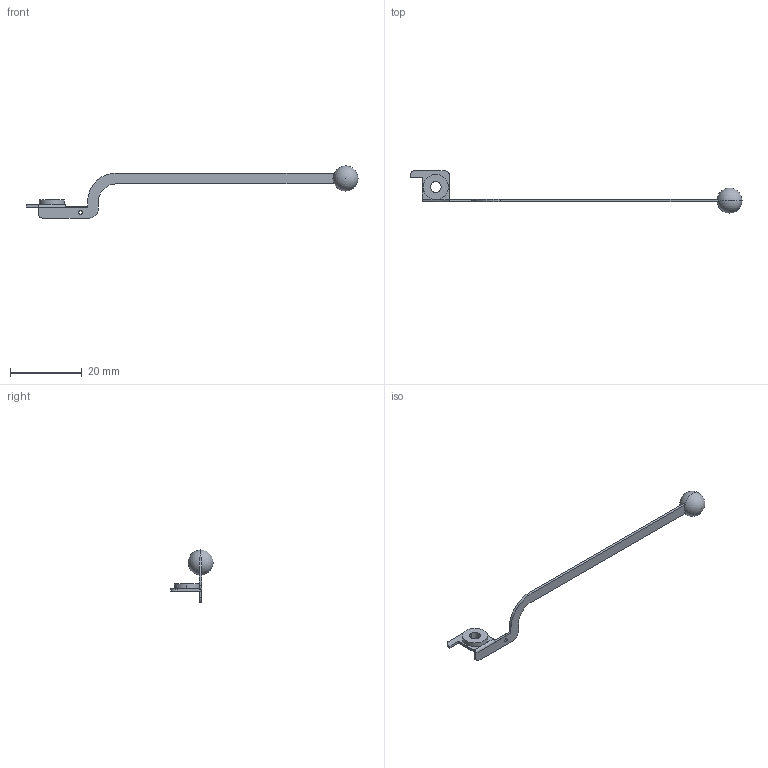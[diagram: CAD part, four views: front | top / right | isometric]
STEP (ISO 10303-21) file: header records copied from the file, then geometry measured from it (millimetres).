
FILE_DESCRIPTION (( 'STEP AP214' ), '1' );
FILE_NAME ('Counter - Bell Clapper.STEP', '2025-07-06T08:34:35', ( '' ), ( '' ), 'SwSTEP 2.0', 'SolidWorks 2025', '' );
FILE_SCHEMA (( 'AUTOMOTIVE_DESIGN' ));
Length unit declared in the file: millimetre
Products named in the file (1): Counter - Bell Clapper
Bounding box: 92.7 x 11.82 x 14.55 mm (x, y, z)
Volume: 450.6 mm3; surface area: 1001.4 mm2
Topology: 1 solids, 1 shells, 37 faces, 102 edges, 65 vertices
Faces by surface type: plane 21, cylinder 14, sphere 2
Entity records: 1189 total; most frequent: DIRECTION 213, CARTESIAN_POINT 197, ORIENTED_EDGE 194, EDGE_CURVE 97, AXIS2_PLACEMENT_3D 78, VERTEX_POINT 62, LINE 57, VECTOR 57
